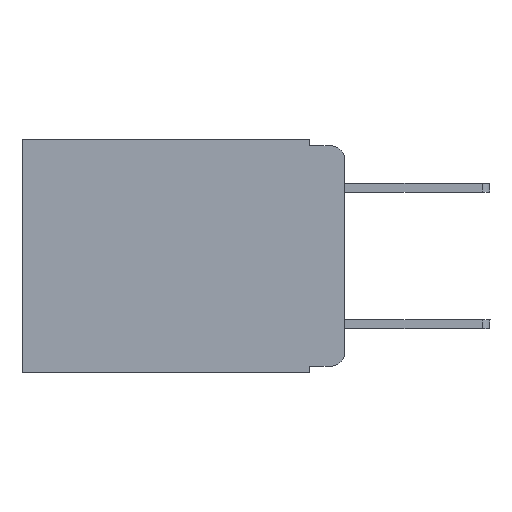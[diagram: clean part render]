
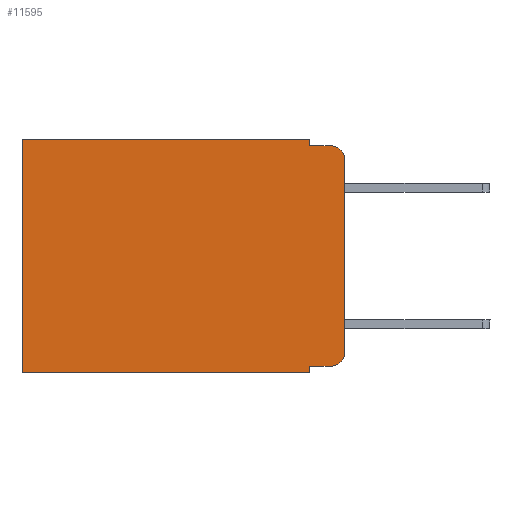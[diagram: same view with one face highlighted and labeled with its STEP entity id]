
A CAD part, left-side view. The second image highlights one B-rep face of the part: STEP entity #11595.
In plain terms, the highlighted planar face has unit normal (-1, 0, 0).
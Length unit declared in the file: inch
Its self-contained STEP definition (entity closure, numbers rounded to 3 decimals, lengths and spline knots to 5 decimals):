
#32 = CARTESIAN_POINT ( 'NONE',  ( 0.298, 0.473, -0.343 ) ) ;
#35 = CARTESIAN_POINT ( 'NONE',  ( 0.298, 0.051, -0.333 ) ) ;
#378 = ORIENTED_EDGE ( 'NONE', *, *, #7773, .T. ) ;
#556 = DIRECTION ( 'NONE',  ( 0., 0., -1. ) ) ;
#617 = DIRECTION ( 'NONE',  ( 0., 0., -1. ) ) ;
#676 = VERTEX_POINT ( 'NONE', #35 ) ;
#835 = ORIENTED_EDGE ( 'NONE', *, *, #17625, .T. ) ;
#851 = VERTEX_POINT ( 'NONE', #18916 ) ;
#947 = CARTESIAN_POINT ( 'NONE',  ( 0.298, 0., -0.343 ) ) ;
#1120 = EDGE_CURVE ( 'NONE', #8486, #7136, #13480, .T. ) ;
#1888 = VERTEX_POINT ( 'NONE', #19327 ) ;
#1940 = CARTESIAN_POINT ( 'NONE',  ( 0.298, 0.02, -0.03 ) ) ;
#2137 = VECTOR ( 'NONE', #13583, 39.37008 ) ;
#2371 = DIRECTION ( 'NONE',  ( 0., 1., 0. ) ) ;
#2719 = EDGE_CURVE ( 'NONE', #676, #4768, #12969, .T. ) ;
#2939 = VECTOR ( 'NONE', #13484, 39.37008 ) ;
#3290 = CARTESIAN_POINT ( 'NONE',  ( 0.298, 0.051, 0. ) ) ;
#3474 = ORIENTED_EDGE ( 'NONE', *, *, #12803, .F. ) ;
#4059 = ORIENTED_EDGE ( 'NONE', *, *, #14755, .T. ) ;
#4467 = DIRECTION ( 'NONE',  ( 0., 0., -1. ) ) ;
#4768 = VERTEX_POINT ( 'NONE', #13750 ) ;
#5014 = DIRECTION ( 'NONE',  ( 0., 0., -1. ) ) ;
#5048 = CARTESIAN_POINT ( 'NONE',  ( 0.298, 0., 0. ) ) ;
#5722 = VERTEX_POINT ( 'NONE', #32 ) ;
#6221 = LINE ( 'NONE', #6306, #2137 ) ;
#6306 = CARTESIAN_POINT ( 'NONE',  ( 0.298, 0.051, -0.01 ) ) ;
#6322 = ORIENTED_EDGE ( 'NONE', *, *, #17218, .F. ) ;
#6333 = CARTESIAN_POINT ( 'NONE',  ( 0.298, 0.051, 0. ) ) ;
#6505 = AXIS2_PLACEMENT_3D ( 'NONE', #17532, #16046, #4467 ) ;
#6570 = LINE ( 'NONE', #8138, #9820 ) ;
#7136 = VERTEX_POINT ( 'NONE', #7291 ) ;
#7291 = CARTESIAN_POINT ( 'NONE',  ( 0.298, 0.051, -0.01 ) ) ;
#7581 = DIRECTION ( 'NONE',  ( 0., 0., -1. ) ) ;
#7773 = EDGE_CURVE ( 'NONE', #8486, #15785, #17995, .T. ) ;
#7944 = ORIENTED_EDGE ( 'NONE', *, *, #12675, .T. ) ;
#8079 = CARTESIAN_POINT ( 'NONE',  ( 0.298, 0., -0.03 ) ) ;
#8138 = CARTESIAN_POINT ( 'NONE',  ( 0.298, 0., 0. ) ) ;
#8465 = DIRECTION ( 'NONE',  ( 1., 0., 0. ) ) ;
#8486 = VERTEX_POINT ( 'NONE', #6333 ) ;
#8613 = VECTOR ( 'NONE', #18803, 39.37008 ) ;
#8619 = LINE ( 'NONE', #947, #12449 ) ;
#8982 = CARTESIAN_POINT ( 'NONE',  ( 0.298, 0.051, 0. ) ) ;
#9438 = CARTESIAN_POINT ( 'NONE',  ( 0.298, 0.473, 0. ) ) ;
#9651 = PLANE ( 'NONE',  #16832 ) ;
#9820 = VECTOR ( 'NONE', #5014, 39.37008 ) ;
#10205 = LINE ( 'NONE', #11480, #13187 ) ;
#10767 = CIRCLE ( 'NONE', #16117, 0.02 ) ;
#10769 = EDGE_CURVE ( 'NONE', #851, #5722, #8619, .T. ) ;
#10950 = ORIENTED_EDGE ( 'NONE', *, *, #18473, .F. ) ;
#11122 = FACE_OUTER_BOUND ( 'NONE', #15460, .T. ) ;
#11168 = DIRECTION ( 'NONE',  ( 0., 1., 0. ) ) ;
#11480 = CARTESIAN_POINT ( 'NONE',  ( 0.298, 0.473, 0. ) ) ;
#11595 = ADVANCED_FACE ( 'NONE', ( #11122 ), #9651, .F. ) ;
#11846 = ORIENTED_EDGE ( 'NONE', *, *, #10769, .F. ) ;
#12449 = VECTOR ( 'NONE', #11168, 39.37008 ) ;
#12480 = VECTOR ( 'NONE', #7581, 39.37008 ) ;
#12649 = ORIENTED_EDGE ( 'NONE', *, *, #2719, .T. ) ;
#12671 = VECTOR ( 'NONE', #2371, 39.37008 ) ;
#12675 = EDGE_CURVE ( 'NONE', #4768, #17631, #13405, .T. ) ;
#12803 = EDGE_CURVE ( 'NONE', #7136, #1888, #6221, .T. ) ;
#12969 = LINE ( 'NONE', #17704, #8613 ) ;
#13187 = VECTOR ( 'NONE', #19268, 39.37008 ) ;
#13405 = CIRCLE ( 'NONE', #6505, 0.02 ) ;
#13480 = LINE ( 'NONE', #3290, #12480 ) ;
#13484 = DIRECTION ( 'NONE',  ( 0., 0., -1. ) ) ;
#13583 = DIRECTION ( 'NONE',  ( 0., -1., 0. ) ) ;
#13750 = CARTESIAN_POINT ( 'NONE',  ( 0.298, 0.02, -0.333 ) ) ;
#14242 = VERTEX_POINT ( 'NONE', #8079 ) ;
#14755 = EDGE_CURVE ( 'NONE', #15785, #5722, #10205, .T. ) ;
#15234 = CARTESIAN_POINT ( 'NONE',  ( 0.298, 0., 0. ) ) ;
#15304 = CARTESIAN_POINT ( 'NONE',  ( 0.298, 0., -0.313 ) ) ;
#15460 = EDGE_LOOP ( 'NONE', ( #6322, #835, #3474, #16820, #378, #4059, #11846, #10950, #12649, #7944 ) ) ;
#15785 = VERTEX_POINT ( 'NONE', #9438 ) ;
#16046 = DIRECTION ( 'NONE',  ( -1., 0., 0. ) ) ;
#16117 = AXIS2_PLACEMENT_3D ( 'NONE', #1940, #16777, #556 ) ;
#16442 = LINE ( 'NONE', #8982, #2939 ) ;
#16777 = DIRECTION ( 'NONE',  ( -1., 0., 0. ) ) ;
#16820 = ORIENTED_EDGE ( 'NONE', *, *, #1120, .F. ) ;
#16832 = AXIS2_PLACEMENT_3D ( 'NONE', #5048, #8465, #617 ) ;
#17218 = EDGE_CURVE ( 'NONE', #14242, #17631, #6570, .T. ) ;
#17532 = CARTESIAN_POINT ( 'NONE',  ( 0.298, 0.02, -0.313 ) ) ;
#17625 = EDGE_CURVE ( 'NONE', #14242, #1888, #10767, .T. ) ;
#17631 = VERTEX_POINT ( 'NONE', #15304 ) ;
#17704 = CARTESIAN_POINT ( 'NONE',  ( 0.298, 0.051, -0.333 ) ) ;
#17995 = LINE ( 'NONE', #15234, #12671 ) ;
#18473 = EDGE_CURVE ( 'NONE', #676, #851, #16442, .T. ) ;
#18803 = DIRECTION ( 'NONE',  ( 0., -1., 0. ) ) ;
#18916 = CARTESIAN_POINT ( 'NONE',  ( 0.298, 0.051, -0.343 ) ) ;
#19268 = DIRECTION ( 'NONE',  ( 0., 0., -1. ) ) ;
#19327 = CARTESIAN_POINT ( 'NONE',  ( 0.298, 0.02, -0.01 ) ) ;
